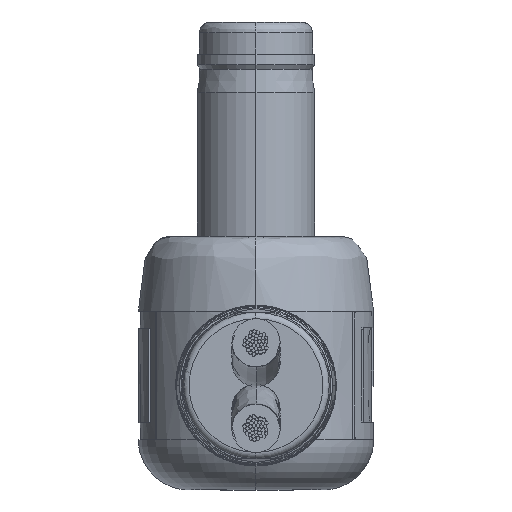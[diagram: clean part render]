
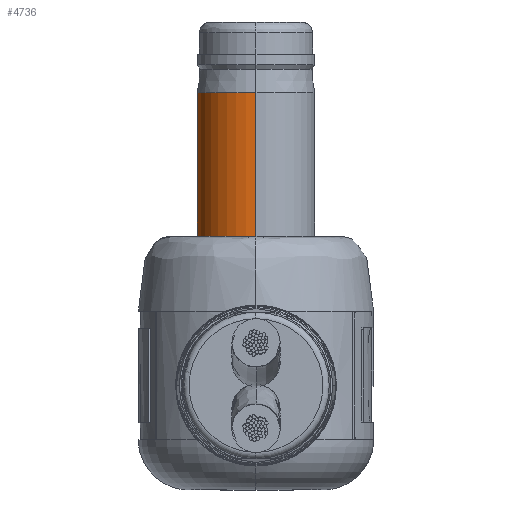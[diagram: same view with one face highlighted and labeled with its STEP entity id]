
A CAD part, left-side view. The second image highlights one B-rep face of the part: STEP entity #4736.
In plain terms, the highlighted cylindrical face has radius 2.755 mm (diameter 5.51 mm), a partial arc.
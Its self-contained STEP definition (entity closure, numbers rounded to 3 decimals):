
#311 = EDGE_CURVE ( 'NONE', #4340, #30401, #8942, .T. ) ;
#431 = VECTOR ( 'NONE', #28519, 1000. ) ;
#3084 = CARTESIAN_POINT ( 'NONE',  ( 2.8, 0., 2.755 ) ) ;
#4340 = VERTEX_POINT ( 'NONE', #21933 ) ;
#4736 = ADVANCED_FACE ( 'NONE', ( #6812 ), #36431, .T. ) ;
#4948 = VERTEX_POINT ( 'NONE', #35128 ) ;
#5140 = DIRECTION ( 'NONE',  ( 0., 0., 1. ) ) ;
#6812 = FACE_OUTER_BOUND ( 'NONE', #38675, .T. ) ;
#7586 = ORIENTED_EDGE ( 'NONE', *, *, #9499, .T. ) ;
#8942 = LINE ( 'NONE', #11048, #30740 ) ;
#9499 = EDGE_CURVE ( 'NONE', #4948, #4340, #18930, .T. ) ;
#9732 = ORIENTED_EDGE ( 'NONE', *, *, #311, .T. ) ;
#9789 = CARTESIAN_POINT ( 'NONE',  ( 2.8, 0., -2.755 ) ) ;
#10594 = ORIENTED_EDGE ( 'NONE', *, *, #25646, .F. ) ;
#11048 = CARTESIAN_POINT ( 'NONE',  ( 0., 0., -2.755 ) ) ;
#12563 = EDGE_CURVE ( 'NONE', #13591, #30401, #33568, .T. ) ;
#12931 = DIRECTION ( 'NONE',  ( 0., 0., 1. ) ) ;
#13591 = VERTEX_POINT ( 'NONE', #3084 ) ;
#16240 = LINE ( 'NONE', #22288, #431 ) ;
#18024 = DIRECTION ( 'NONE',  ( -1., 0., 0. ) ) ;
#18930 = CIRCLE ( 'NONE', #27774, 2.755 ) ;
#20349 = DIRECTION ( 'NONE',  ( -1., 0., 0. ) ) ;
#21933 = CARTESIAN_POINT ( 'NONE',  ( 13.9, 0., -2.755 ) ) ;
#22286 = CARTESIAN_POINT ( 'NONE',  ( 2.8, 0., 0. ) ) ;
#22288 = CARTESIAN_POINT ( 'NONE',  ( 0., 0., 2.755 ) ) ;
#25646 = EDGE_CURVE ( 'NONE', #4948, #13591, #16240, .T. ) ;
#27774 = AXIS2_PLACEMENT_3D ( 'NONE', #31622, #28888, #12931 ) ;
#28519 = DIRECTION ( 'NONE',  ( -1., 0., 0. ) ) ;
#28657 = AXIS2_PLACEMENT_3D ( 'NONE', #33904, #18024, #5140 ) ;
#28888 = DIRECTION ( 'NONE',  ( -1., 0., 0. ) ) ;
#30401 = VERTEX_POINT ( 'NONE', #9789 ) ;
#30740 = VECTOR ( 'NONE', #20349, 1000. ) ;
#31622 = CARTESIAN_POINT ( 'NONE',  ( 13.9, 0., 0. ) ) ;
#32081 = DIRECTION ( 'NONE',  ( 0., 0., -1. ) ) ;
#33568 = CIRCLE ( 'NONE', #38092, 2.755 ) ;
#33904 = CARTESIAN_POINT ( 'NONE',  ( 0., 0., 0. ) ) ;
#35128 = CARTESIAN_POINT ( 'NONE',  ( 13.9, 0., 2.755 ) ) ;
#36431 = CYLINDRICAL_SURFACE ( 'NONE', #28657, 2.755 ) ;
#37868 = DIRECTION ( 'NONE',  ( -1., 0., 0. ) ) ;
#38092 = AXIS2_PLACEMENT_3D ( 'NONE', #22286, #37868, #32081 ) ;
#38675 = EDGE_LOOP ( 'NONE', ( #7586, #9732, #40922, #10594 ) ) ;
#40922 = ORIENTED_EDGE ( 'NONE', *, *, #12563, .F. ) ;
